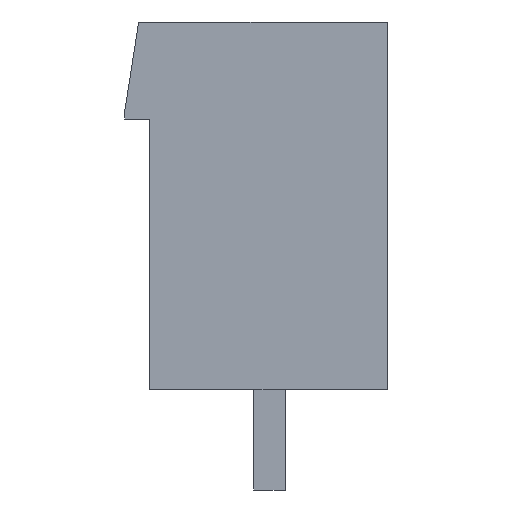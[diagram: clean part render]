
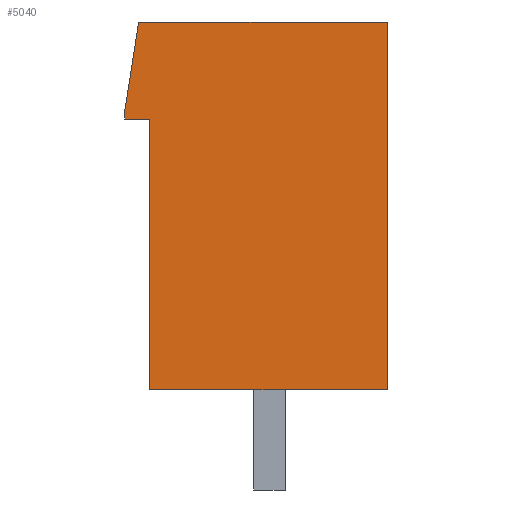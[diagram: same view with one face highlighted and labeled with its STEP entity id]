
A CAD part, left-side view. The second image highlights one B-rep face of the part: STEP entity #5040.
In plain terms, the highlighted planar face has unit normal (-1, 0, 0).
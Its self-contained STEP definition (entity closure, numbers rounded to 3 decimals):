
#5017=AXIS2_PLACEMENT_3D('Plane Axis2P3D',#5014,#5015,#5016) ;
#717=CARTESIAN_POINT('Vertex',(0.,7.95,14.95)) ;
#722=CARTESIAN_POINT('Line Origine',(0.,3.975,14.95)) ;
#726=CARTESIAN_POINT('Vertex',(0.,0.,14.95)) ;
#3529=CARTESIAN_POINT('Vertex',(0.,7.6,11.85)) ;
#3532=CARTESIAN_POINT('Line Origine',(0.,8.,11.85)) ;
#3536=CARTESIAN_POINT('Vertex',(0.,8.4,11.85)) ;
#3773=CARTESIAN_POINT('Vertex',(0.,7.6,3.2)) ;
#3776=CARTESIAN_POINT('Line Origine',(0.,7.6,7.525)) ;
#4987=CARTESIAN_POINT('Vertex',(0.,0.,3.2)) ;
#4990=CARTESIAN_POINT('Line Origine',(0.,3.8,3.2)) ;
#5002=CARTESIAN_POINT('Line Origine',(0.,0.,9.075)) ;
#5014=CARTESIAN_POINT('Axis2P3D Location',(0.,0.,-0.05)) ;
#5019=CARTESIAN_POINT('Line Origine',(0.,8.175,13.5)) ;
#5023=CARTESIAN_POINT('Vertex',(0.,8.4,12.05)) ;
#5026=CARTESIAN_POINT('Line Origine',(0.,8.4,11.95)) ;
#723=DIRECTION('Vector Direction',(0.,-1.,0.)) ;
#3533=DIRECTION('Vector Direction',(0.,-1.,0.)) ;
#3777=DIRECTION('Vector Direction',(0.,0.,-1.)) ;
#4991=DIRECTION('Vector Direction',(0.,-1.,0.)) ;
#5003=DIRECTION('Vector Direction',(0.,0.,-1.)) ;
#5015=DIRECTION('Axis2P3D Direction',(-1.,0.,0.)) ;
#5016=DIRECTION('Axis2P3D XDirection',(0.,0.,1.)) ;
#5020=DIRECTION('Vector Direction',(0.,0.153,-0.988)) ;
#5027=DIRECTION('Vector Direction',(0.,0.,1.)) ;
#724=VECTOR('Line Direction',#723,1.) ;
#3534=VECTOR('Line Direction',#3533,1.) ;
#3778=VECTOR('Line Direction',#3777,1.) ;
#4992=VECTOR('Line Direction',#4991,1.) ;
#5004=VECTOR('Line Direction',#5003,1.) ;
#5021=VECTOR('Line Direction',#5020,1.) ;
#5028=VECTOR('Line Direction',#5027,1.) ;
#5032=ORIENTED_EDGE('',*,*,#3538,.T.) ;
#5033=ORIENTED_EDGE('',*,*,#3780,.T.) ;
#5034=ORIENTED_EDGE('',*,*,#4994,.T.) ;
#5035=ORIENTED_EDGE('',*,*,#5006,.T.) ;
#5036=ORIENTED_EDGE('',*,*,#728,.T.) ;
#5037=ORIENTED_EDGE('',*,*,#5025,.T.) ;
#5038=ORIENTED_EDGE('',*,*,#5030,.T.) ;
#5040=ADVANCED_FACE('HOUSING',(#5039),#5018,.T.) ;
#728=EDGE_CURVE('',#727,#718,#725,.F.) ;
#3538=EDGE_CURVE('',#3537,#3530,#3535,.T.) ;
#3780=EDGE_CURVE('',#3530,#3774,#3779,.T.) ;
#4994=EDGE_CURVE('',#3774,#4988,#4993,.T.) ;
#5006=EDGE_CURVE('',#4988,#727,#5005,.F.) ;
#5025=EDGE_CURVE('',#718,#5024,#5022,.T.) ;
#5030=EDGE_CURVE('',#5024,#3537,#5029,.F.) ;
#5031=EDGE_LOOP('',(#5032,#5033,#5034,#5035,#5036,#5037,#5038)) ;
#5039=FACE_OUTER_BOUND('',#5031,.T.) ;
#725=LINE('Line',#722,#724) ;
#3535=LINE('Line',#3532,#3534) ;
#3779=LINE('Line',#3776,#3778) ;
#4993=LINE('Line',#4990,#4992) ;
#5005=LINE('Line',#5002,#5004) ;
#5022=LINE('Line',#5019,#5021) ;
#5029=LINE('Line',#5026,#5028) ;
#5018=PLANE('',#5017) ;
#718=VERTEX_POINT('',#717) ;
#727=VERTEX_POINT('',#726) ;
#3530=VERTEX_POINT('',#3529) ;
#3537=VERTEX_POINT('',#3536) ;
#3774=VERTEX_POINT('',#3773) ;
#4988=VERTEX_POINT('',#4987) ;
#5024=VERTEX_POINT('',#5023) ;
